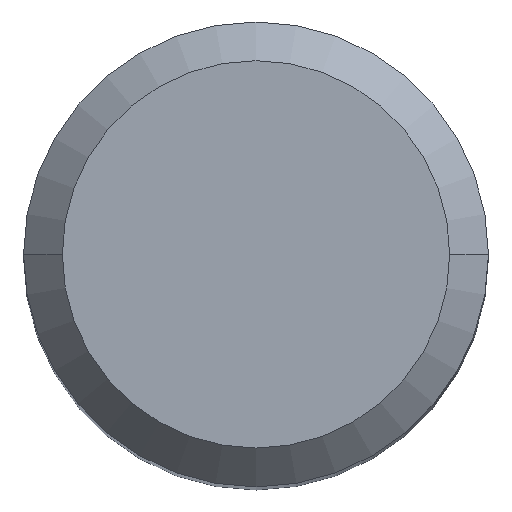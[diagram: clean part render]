
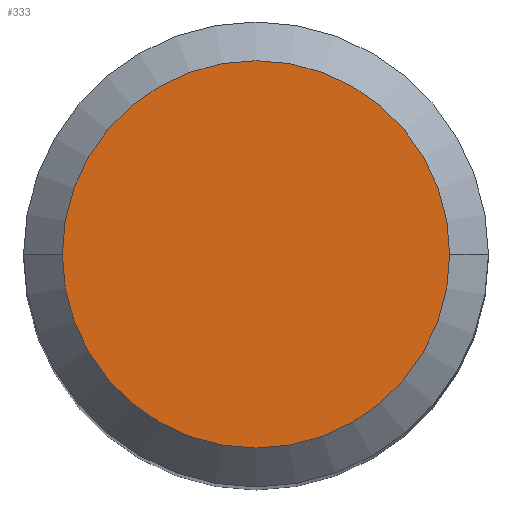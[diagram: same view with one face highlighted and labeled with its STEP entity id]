
A CAD part, top view. The second image highlights one B-rep face of the part: STEP entity #333.
In plain terms, the highlighted planar face has unit normal (0, 0, 1).
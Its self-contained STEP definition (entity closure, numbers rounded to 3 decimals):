
#190=CARTESIAN_POINT('',(0.,0.,12.));
#191=DIRECTION('',(0.,0.,1.));
#192=DIRECTION('',(-1.,0.,0.));
#193=AXIS2_PLACEMENT_3D('',#190,#191,#192);
#198=CARTESIAN_POINT('',(0.,0.,12.));
#199=DIRECTION('',(0.,0.,1.));
#200=DIRECTION('',(1.,0.,0.));
#201=AXIS2_PLACEMENT_3D('',#198,#199,#200);
#223=CARTESIAN_POINT('',(-1.25,0.,12.));
#225=VERTEX_POINT('',#223);
#227=CARTESIAN_POINT('',(1.25,0.,12.));
#229=VERTEX_POINT('',#227);
#324=CARTESIAN_POINT('',(0.,0.,12.));
#325=DIRECTION('',(0.,0.,1.));
#326=DIRECTION('',(1.,0.,0.));
#327=AXIS2_PLACEMENT_3D('',#324,#325,#326);
#328=PLANE('',#327);
#329=ORIENTED_EDGE('',*,*,#247,.F.);
#330=ORIENTED_EDGE('',*,*,#318,.F.);
#331=EDGE_LOOP('',(#329,#330));
#332=FACE_OUTER_BOUND('',#331,.F.);
#194=CIRCLE('',#193,1.25);
#202=CIRCLE('',#201,1.25);
#247=EDGE_CURVE('',#225,#229,#194,.T.);
#318=EDGE_CURVE('',#229,#225,#202,.T.);
#333=ADVANCED_FACE('',(#332),#328,.T.);
